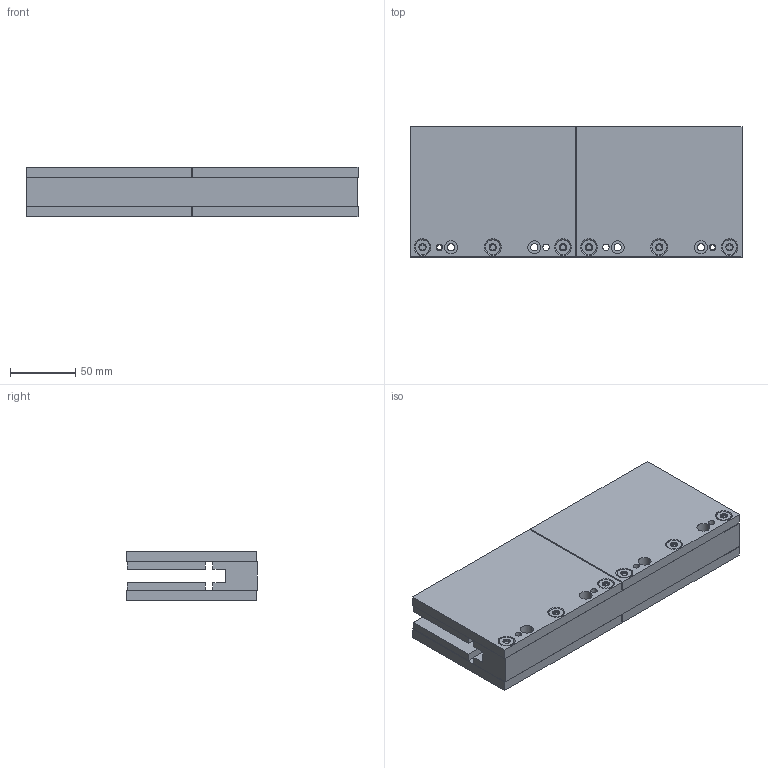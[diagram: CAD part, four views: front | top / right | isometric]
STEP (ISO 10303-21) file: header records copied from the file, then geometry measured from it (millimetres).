
FILE_DESCRIPTION((''),'2;1');
FILE_NAME('1258335-05-Z01','2019-02-08T11:16:33',('ch52332'),(''),'CREO PARAMETRIC BY PTC INC, 2017380','CREO PARAMETRIC BY PTC INC, 2017380','');
FILE_SCHEMA(('AUTOMOTIVE_DESIGN { 1 0 10303 214 1 1 1 1 }'));
Length unit declared in the file: millimetre
Products named in the file (1): 1258335-05-Z01
Bounding box: 255.15 x 100.1 x 38.11 mm (x, y, z)
Volume: 735059.1 mm3; surface area: 140283.3 mm2
Topology: 1 solids, 1 shells, 466 faces, 1124 edges, 716 vertices
Faces by surface type: cylinder 216, plane 154, cone 96
Entity records: 15086 total; most frequent: CARTESIAN_POINT 3412, ORIENTED_EDGE 2248, DIRECTION 2228, EDGE_CURVE 1124, AXIS2_PLACEMENT_3D 854, VERTEX_POINT 716, EDGE_LOOP 538, VECTOR 520
